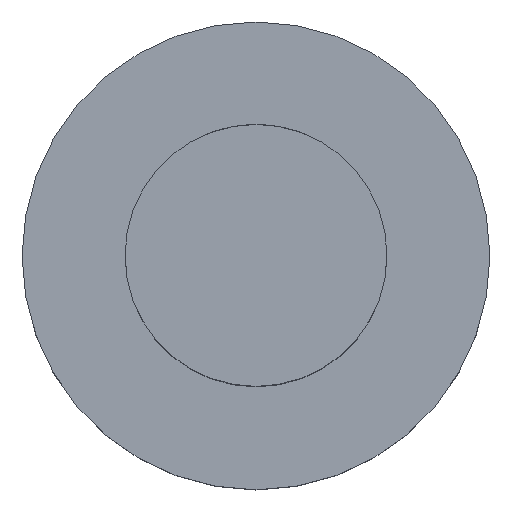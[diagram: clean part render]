
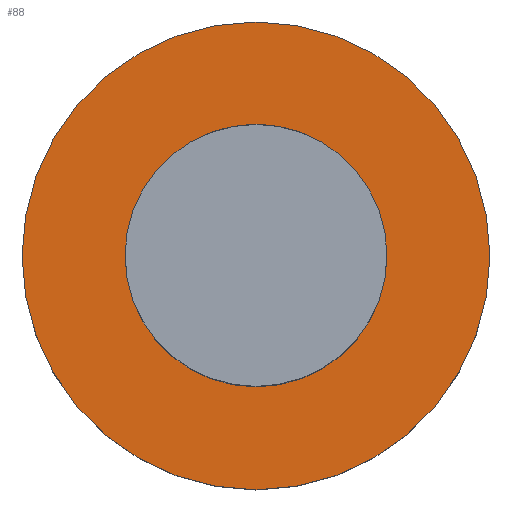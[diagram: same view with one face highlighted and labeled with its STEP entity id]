
A CAD part, top view. The second image highlights one B-rep face of the part: STEP entity #88.
In plain terms, the highlighted planar face has unit normal (0, 0, 1).
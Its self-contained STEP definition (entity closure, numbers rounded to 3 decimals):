
#71=EDGE_CURVE('240[2]',#170,#170,#171,.T.);
#76=EDGE_CURVE('240[2]',#178,#178,#179,.T.);
#88=ADVANCED_FACE('240[2]',(#196,#197),#198,.T.);
#170=VERTEX_POINT('',#367);
#171=CIRCLE('',#368,25.0);
#178=VERTEX_POINT('',#377);
#179=CIRCLE('',#378,14.0);
#196=FACE_BOUND('',#399,.T.);
#197=FACE_OUTER_BOUND('',#400,.T.);
#198=PLANE('',#401);
#367=CARTESIAN_POINT('',(0.,25.0,0.));
#368=AXIS2_PLACEMENT_3D('',#631,#632,#633);
#377=CARTESIAN_POINT('',(14.0,0.0,0.0));
#378=AXIS2_PLACEMENT_3D('',#640,#641,#642);
#399=EDGE_LOOP('',(#661));
#400=EDGE_LOOP('',(#662));
#401=AXIS2_PLACEMENT_3D('',#663,#664,#665);
#631=CARTESIAN_POINT('',(0.0,0.0,0.0));
#632=DIRECTION('',(0.,0.,1.0));
#633=DIRECTION('',(0.,1.0,0.));
#640=CARTESIAN_POINT('',(0.0,0.0,0.));
#641=DIRECTION('',(0.,0.,-1.0));
#642=DIRECTION('',(1.0,0.,0.));
#661=ORIENTED_EDGE('',*,*,#76,.T.);
#662=ORIENTED_EDGE('',*,*,#71,.T.);
#663=CARTESIAN_POINT('',(0.,12.5,0.));
#664=DIRECTION('',(0.,0.,1.0));
#665=DIRECTION('',(1.0,0.,0.0));
